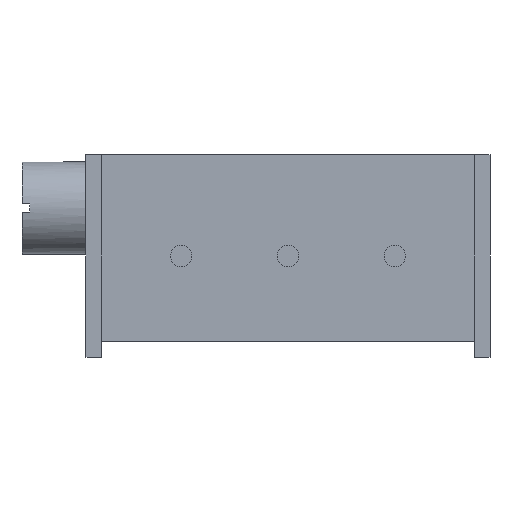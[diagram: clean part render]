
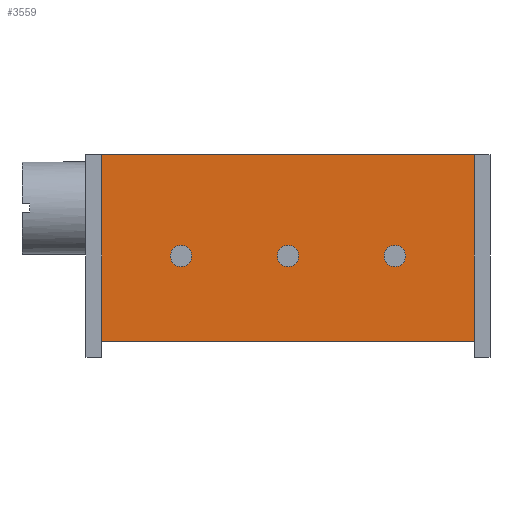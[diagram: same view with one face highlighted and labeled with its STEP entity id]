
A CAD part, front view. The second image highlights one B-rep face of the part: STEP entity #3559.
In plain terms, the highlighted planar face has unit normal (0, -1, 0).
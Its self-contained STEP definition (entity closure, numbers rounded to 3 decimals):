
#91=PLANE('',#3644);
#284=FACE_OUTER_BOUND('',#490,.T.);
#490=EDGE_LOOP('',(#3158,#3159,#3160,#3161));
#717=LINE('',#7248,#979);
#740=LINE('',#7301,#1002);
#758=LINE('',#7331,#1020);
#759=LINE('',#7332,#1021);
#979=VECTOR('',#3945,10.);
#1002=VECTOR('',#3984,10.);
#1020=VECTOR('',#4014,10.);
#1021=VECTOR('',#4015,10.);
#1602=VERTEX_POINT('',#7233);
#1609=VERTEX_POINT('',#7246);
#1630=VERTEX_POINT('',#7299);
#1631=VERTEX_POINT('',#7300);
#2117=EDGE_CURVE('',#1609,#1602,#717,.T.);
#2140=EDGE_CURVE('',#1630,#1631,#740,.T.);
#2158=EDGE_CURVE('',#1602,#1631,#758,.T.);
#2159=EDGE_CURVE('',#1630,#1609,#759,.T.);
#3158=ORIENTED_EDGE('',*,*,#2140,.T.);
#3159=ORIENTED_EDGE('',*,*,#2158,.F.);
#3160=ORIENTED_EDGE('',*,*,#2117,.F.);
#3161=ORIENTED_EDGE('',*,*,#2159,.F.);
#3559=ADVANCED_FACE('',(#284),#91,.F.);
#3644=AXIS2_PLACEMENT_3D('',#7330,#4012,#4013);
#3945=DIRECTION('',(1.,0.,0.));
#3984=DIRECTION('',(1.,0.,0.));
#4012=DIRECTION('center_axis',(0.,1.,0.));
#4013=DIRECTION('ref_axis',(0.,0.,1.));
#4014=DIRECTION('',(0.,0.,-1.));
#4015=DIRECTION('',(0.,0.,1.));
#7233=CARTESIAN_POINT('',(4.42,0.38,2.41));
#7246=CARTESIAN_POINT('',(-4.42,0.38,2.41));
#7248=CARTESIAN_POINT('',(-2.4,0.38,2.41));
#7299=CARTESIAN_POINT('',(-4.42,0.38,-2.03));
#7300=CARTESIAN_POINT('',(4.42,0.38,-2.03));
#7301=CARTESIAN_POINT('',(0.,0.38,-2.03));
#7330=CARTESIAN_POINT('Origin',(0.,0.38,0.));
#7331=CARTESIAN_POINT('',(4.42,0.38,2.41));
#7332=CARTESIAN_POINT('',(-4.42,0.38,-2.41));
